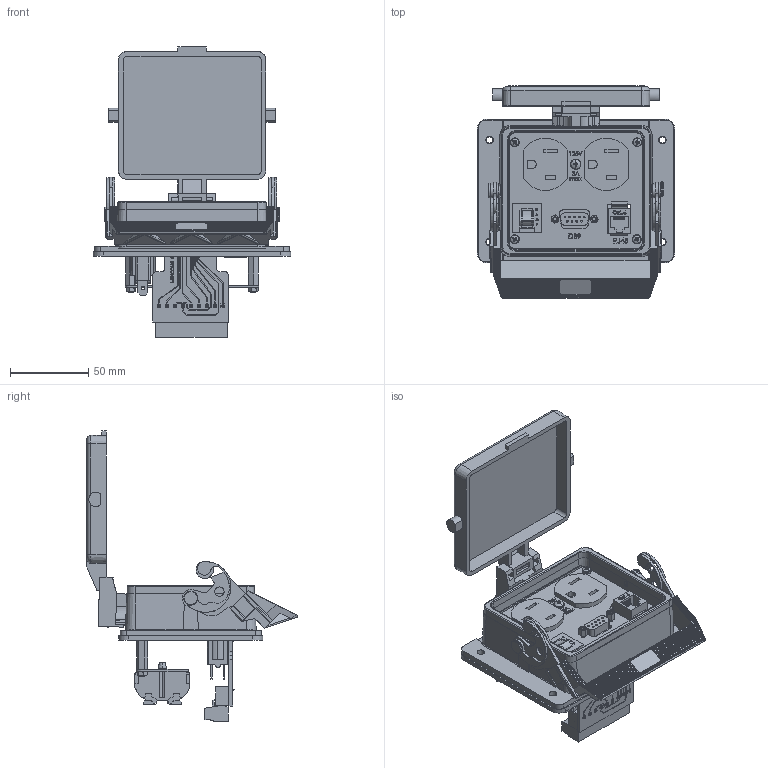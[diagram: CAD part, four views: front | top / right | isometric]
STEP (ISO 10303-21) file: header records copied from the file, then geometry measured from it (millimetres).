
FILE_DESCRIPTION (( 'STEP AP214' ), '1' );
FILE_NAME ('ZP-PDA-32-301.step', '2018-09-05T17:10:53', ( '' ), ( '' ), 'SwSTEP 2.0', 'SolidWorks 2017', '' );
FILE_SCHEMA (( 'AUTOMOTIVE_DESIGN' ));
Length unit declared in the file: inch
Products named in the file (1): ZP-PDA-32-301
Bounding box: 125.98 x 134.96 x 184.84 mm (x, y, z)
Volume: 234442.8 mm3; surface area: 135220.6 mm2
Topology: 1 solids, 16 shells, 4277 faces, 11544 edges, 7579 vertices
Faces by surface type: plane 2817, cylinder 932, bspline 365, torus 77, cone 76, sphere 10
Entity records: 192005 total; most frequent: CARTESIAN_POINT 47322, ORIENTED_EDGE 23080, DIRECTION 20637, EDGE_CURVE 11540, LINE 8289, VECTOR 8289, VERTEX_POINT 7579, AXIS2_PLACEMENT_3D 6174
